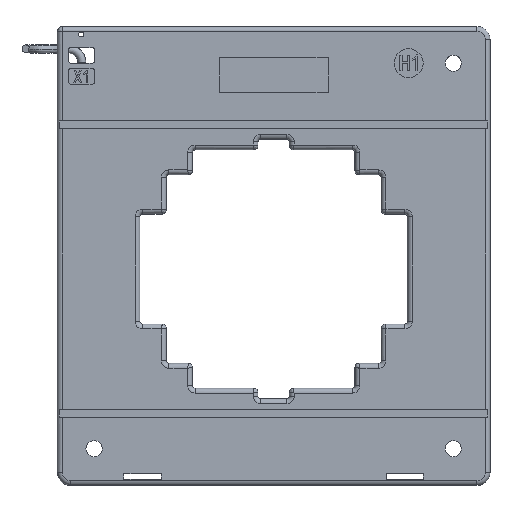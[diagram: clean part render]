
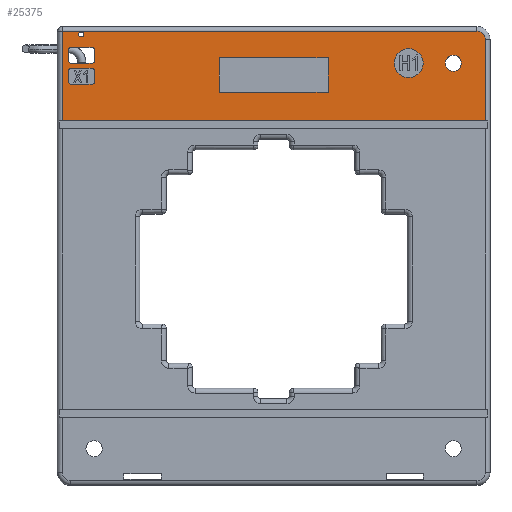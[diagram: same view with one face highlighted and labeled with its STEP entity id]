
A CAD part, top view. The second image highlights one B-rep face of the part: STEP entity #25375.
In plain terms, the highlighted planar face has unit normal (0, 0, 1).
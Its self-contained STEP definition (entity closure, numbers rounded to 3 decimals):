
#265=FACE_BOUND('',#3131,.T.);
#266=FACE_BOUND('',#3132,.T.);
#267=FACE_BOUND('',#3133,.T.);
#268=FACE_BOUND('',#3134,.T.);
#269=FACE_BOUND('',#3135,.T.);
#270=FACE_BOUND('',#3136,.T.);
#602=PLANE('',#27171);
#1665=FACE_OUTER_BOUND('',#3130,.T.);
#3130=EDGE_LOOP('',(#19197,#19198,#19199,#19200,#19201,#19202));
#3131=EDGE_LOOP('',(#19203));
#3132=EDGE_LOOP('',(#19204,#19205,#19206,#19207,#19208,#19209,#19210,#19211));
#3133=EDGE_LOOP('',(#19212,#19213,#19214,#19215,#19216,#19217,#19218,#19219));
#3134=EDGE_LOOP('',(#19220));
#3135=EDGE_LOOP('',(#19221,#19222,#19223,#19224));
#3136=EDGE_LOOP('',(#19225));
#4752=LINE('',#37631,#7534);
#4754=LINE('',#37639,#7536);
#4941=LINE('',#38065,#7723);
#5070=LINE('',#38468,#7852);
#5074=LINE('',#38480,#7856);
#5078=LINE('',#38492,#7860);
#5081=LINE('',#38501,#7863);
#5085=LINE('',#38514,#7867);
#5089=LINE('',#38526,#7871);
#5093=LINE('',#38538,#7875);
#5097=LINE('',#38549,#7879);
#5280=LINE('',#39122,#8062);
#5281=LINE('',#39125,#8063);
#5282=LINE('',#39127,#8064);
#5283=LINE('',#39129,#8065);
#5284=LINE('',#39130,#8066);
#7534=VECTOR('',#29949,1000.);
#7536=VECTOR('',#29955,1000.);
#7723=VECTOR('',#30320,1000.);
#7852=VECTOR('',#30711,1000.);
#7856=VECTOR('',#30723,1000.);
#7860=VECTOR('',#30735,1000.);
#7863=VECTOR('',#30746,1000.);
#7867=VECTOR('',#30758,1000.);
#7871=VECTOR('',#30770,1000.);
#7875=VECTOR('',#30782,1000.);
#7879=VECTOR('',#30794,1000.);
#8062=VECTOR('',#31263,1000.);
#8063=VECTOR('',#31264,1000.);
#8064=VECTOR('',#31265,1000.);
#8065=VECTOR('',#31266,1000.);
#8066=VECTOR('',#31267,1000.);
#9845=CIRCLE('',#26538,3.1);
#9847=CIRCLE('',#26541,5.5);
#9850=CIRCLE('',#26545,1.);
#10074=CIRCLE('',#27000,1.);
#10076=CIRCLE('',#27004,1.);
#10078=CIRCLE('',#27008,1.);
#10080=CIRCLE('',#27012,1.);
#10082=CIRCLE('',#27016,1.);
#10084=CIRCLE('',#27020,1.);
#10086=CIRCLE('',#27024,1.);
#10088=CIRCLE('',#27028,1.);
#10102=CIRCLE('',#27172,0.2);
#10103=CIRCLE('',#27173,3.2);
#10773=VERTEX_POINT('',#36446);
#10775=VERTEX_POINT('',#36452);
#10778=VERTEX_POINT('',#36460);
#11217=VERTEX_POINT('',#37609);
#11227=VERTEX_POINT('',#37629);
#11230=VERTEX_POINT('',#37636);
#11231=VERTEX_POINT('',#37638);
#11520=VERTEX_POINT('',#38457);
#11521=VERTEX_POINT('',#38459);
#11524=VERTEX_POINT('',#38466);
#11526=VERTEX_POINT('',#38472);
#11528=VERTEX_POINT('',#38478);
#11530=VERTEX_POINT('',#38484);
#11532=VERTEX_POINT('',#38490);
#11534=VERTEX_POINT('',#38496);
#11535=VERTEX_POINT('',#38504);
#11536=VERTEX_POINT('',#38505);
#11539=VERTEX_POINT('',#38513);
#11541=VERTEX_POINT('',#38519);
#11543=VERTEX_POINT('',#38525);
#11545=VERTEX_POINT('',#38531);
#11547=VERTEX_POINT('',#38537);
#11549=VERTEX_POINT('',#38543);
#11652=VERTEX_POINT('',#39118);
#11653=VERTEX_POINT('',#39120);
#11654=VERTEX_POINT('',#39123);
#11655=VERTEX_POINT('',#39124);
#11656=VERTEX_POINT('',#39126);
#11657=VERTEX_POINT('',#39128);
#13202=EDGE_CURVE('',#10773,#10773,#9845,.T.);
#13205=EDGE_CURVE('',#10775,#10775,#9847,.T.);
#13209=EDGE_CURVE('',#10778,#10778,#9850,.T.);
#13808=EDGE_CURVE('',#11217,#11227,#4752,.T.);
#13811=EDGE_CURVE('',#11231,#11230,#4754,.T.);
#14029=EDGE_CURVE('',#11217,#11230,#4941,.T.);
#14233=EDGE_CURVE('',#11521,#11520,#10074,.T.);
#14237=EDGE_CURVE('',#11520,#11524,#5070,.T.);
#14240=EDGE_CURVE('',#11524,#11526,#10076,.T.);
#14243=EDGE_CURVE('',#11526,#11528,#5074,.T.);
#14246=EDGE_CURVE('',#11528,#11530,#10078,.T.);
#14249=EDGE_CURVE('',#11530,#11532,#5078,.T.);
#14252=EDGE_CURVE('',#11532,#11534,#10080,.T.);
#14254=EDGE_CURVE('',#11534,#11521,#5081,.T.);
#14256=EDGE_CURVE('',#11535,#11536,#10082,.T.);
#14260=EDGE_CURVE('',#11539,#11535,#5085,.T.);
#14263=EDGE_CURVE('',#11541,#11539,#10084,.T.);
#14266=EDGE_CURVE('',#11543,#11541,#5089,.T.);
#14269=EDGE_CURVE('',#11545,#11543,#10086,.T.);
#14272=EDGE_CURVE('',#11547,#11545,#5093,.T.);
#14275=EDGE_CURVE('',#11549,#11547,#10088,.T.);
#14278=EDGE_CURVE('',#11536,#11549,#5097,.T.);
#14481=EDGE_CURVE('',#11652,#11231,#10102,.T.);
#14482=EDGE_CURVE('',#11227,#11653,#10103,.T.);
#14483=EDGE_CURVE('',#11653,#11652,#5280,.T.);
#14484=EDGE_CURVE('',#11654,#11655,#5281,.T.);
#14485=EDGE_CURVE('',#11656,#11654,#5282,.T.);
#14486=EDGE_CURVE('',#11657,#11656,#5283,.T.);
#14487=EDGE_CURVE('',#11655,#11657,#5284,.T.);
#19197=ORIENTED_EDGE('',*,*,#14481,.T.);
#19198=ORIENTED_EDGE('',*,*,#13811,.T.);
#19199=ORIENTED_EDGE('',*,*,#14029,.F.);
#19200=ORIENTED_EDGE('',*,*,#13808,.T.);
#19201=ORIENTED_EDGE('',*,*,#14482,.T.);
#19202=ORIENTED_EDGE('',*,*,#14483,.T.);
#19203=ORIENTED_EDGE('',*,*,#13205,.F.);
#19204=ORIENTED_EDGE('',*,*,#14256,.F.);
#19205=ORIENTED_EDGE('',*,*,#14260,.F.);
#19206=ORIENTED_EDGE('',*,*,#14263,.F.);
#19207=ORIENTED_EDGE('',*,*,#14266,.F.);
#19208=ORIENTED_EDGE('',*,*,#14269,.F.);
#19209=ORIENTED_EDGE('',*,*,#14272,.F.);
#19210=ORIENTED_EDGE('',*,*,#14275,.F.);
#19211=ORIENTED_EDGE('',*,*,#14278,.F.);
#19212=ORIENTED_EDGE('',*,*,#14254,.T.);
#19213=ORIENTED_EDGE('',*,*,#14233,.T.);
#19214=ORIENTED_EDGE('',*,*,#14237,.T.);
#19215=ORIENTED_EDGE('',*,*,#14240,.T.);
#19216=ORIENTED_EDGE('',*,*,#14243,.T.);
#19217=ORIENTED_EDGE('',*,*,#14246,.T.);
#19218=ORIENTED_EDGE('',*,*,#14249,.T.);
#19219=ORIENTED_EDGE('',*,*,#14252,.T.);
#19220=ORIENTED_EDGE('',*,*,#13209,.T.);
#19221=ORIENTED_EDGE('',*,*,#14484,.F.);
#19222=ORIENTED_EDGE('',*,*,#14485,.F.);
#19223=ORIENTED_EDGE('',*,*,#14486,.F.);
#19224=ORIENTED_EDGE('',*,*,#14487,.F.);
#19225=ORIENTED_EDGE('',*,*,#13202,.F.);
#25375=ADVANCED_FACE('',(#1665,#265,#266,#267,#268,#269,#270),#602,.T.);
#26538=AXIS2_PLACEMENT_3D('',#36448,#28977,#28978);
#26541=AXIS2_PLACEMENT_3D('',#36454,#28984,#28985);
#26545=AXIS2_PLACEMENT_3D('',#36462,#28993,#28994);
#27000=AXIS2_PLACEMENT_3D('',#38460,#30703,#30704);
#27004=AXIS2_PLACEMENT_3D('',#38474,#30716,#30717);
#27008=AXIS2_PLACEMENT_3D('',#38486,#30728,#30729);
#27012=AXIS2_PLACEMENT_3D('',#38498,#30740,#30741);
#27016=AXIS2_PLACEMENT_3D('',#38506,#30750,#30751);
#27020=AXIS2_PLACEMENT_3D('',#38520,#30763,#30764);
#27024=AXIS2_PLACEMENT_3D('',#38532,#30775,#30776);
#27028=AXIS2_PLACEMENT_3D('',#38544,#30787,#30788);
#27171=AXIS2_PLACEMENT_3D('',#39117,#31257,#31258);
#27172=AXIS2_PLACEMENT_3D('',#39119,#31259,#31260);
#27173=AXIS2_PLACEMENT_3D('',#39121,#31261,#31262);
#28977=DIRECTION('center_axis',(0.,0.,1.));
#28978=DIRECTION('ref_axis',(1.,0.,0.));
#28984=DIRECTION('center_axis',(0.,0.,1.));
#28985=DIRECTION('ref_axis',(1.,0.,0.));
#28993=DIRECTION('center_axis',(0.,0.,-1.));
#28994=DIRECTION('ref_axis',(1.,0.,0.));
#29949=DIRECTION('',(0.,1.,0.));
#29955=DIRECTION('',(0.,-1.,0.));
#30320=DIRECTION('',(-1.,0.,0.));
#30703=DIRECTION('center_axis',(0.,0.,-1.));
#30704=DIRECTION('ref_axis',(1.,0.,0.));
#30711=DIRECTION('',(0.,-1.,0.));
#30716=DIRECTION('center_axis',(0.,0.,-1.));
#30717=DIRECTION('ref_axis',(1.,0.,0.));
#30723=DIRECTION('',(-1.,0.,0.));
#30728=DIRECTION('center_axis',(0.,0.,-1.));
#30729=DIRECTION('ref_axis',(1.,0.,0.));
#30735=DIRECTION('',(0.,1.,0.));
#30740=DIRECTION('center_axis',(0.,0.,-1.));
#30741=DIRECTION('ref_axis',(1.,0.,0.));
#30746=DIRECTION('',(1.,0.,0.));
#30750=DIRECTION('center_axis',(0.,0.,1.));
#30751=DIRECTION('ref_axis',(-1.,0.,0.));
#30758=DIRECTION('',(-1.,0.,0.));
#30763=DIRECTION('center_axis',(0.,0.,1.));
#30764=DIRECTION('ref_axis',(1.,0.,0.));
#30770=DIRECTION('',(0.,1.,0.));
#30775=DIRECTION('center_axis',(0.,0.,1.));
#30776=DIRECTION('ref_axis',(1.,0.,0.));
#30782=DIRECTION('',(1.,0.,0.));
#30787=DIRECTION('center_axis',(0.,0.,1.));
#30788=DIRECTION('ref_axis',(1.,0.,0.));
#30794=DIRECTION('',(0.,-1.,0.));
#31257=DIRECTION('center_axis',(0.,0.,1.));
#31258=DIRECTION('ref_axis',(1.,0.,0.));
#31259=DIRECTION('center_axis',(0.,0.,1.));
#31260=DIRECTION('ref_axis',(1.,0.,0.));
#31261=DIRECTION('center_axis',(0.,0.,1.));
#31262=DIRECTION('ref_axis',(1.,0.,0.));
#31263=DIRECTION('',(-1.,0.,0.));
#31264=DIRECTION('',(0.,1.,0.));
#31265=DIRECTION('',(1.,0.,0.));
#31266=DIRECTION('',(0.,-1.,0.));
#31267=DIRECTION('',(-1.,0.,0.));
#36446=CARTESIAN_POINT('',(65.4,78.5,17.5));
#36448=CARTESIAN_POINT('Origin',(68.5,78.5,17.5));
#36452=CARTESIAN_POINT('',(46.,78.5,17.5));
#36454=CARTESIAN_POINT('Origin',(51.5,78.5,17.5));
#36460=CARTESIAN_POINT('',(-74.4,89.5,17.5));
#36462=CARTESIAN_POINT('Origin',(-73.4,89.5,17.5));
#37609=CARTESIAN_POINT('',(80.7,56.5,17.5));
#37629=CARTESIAN_POINT('',(80.7,87.5,17.5));
#37631=CARTESIAN_POINT('',(80.7,0.41,17.5));
#37636=CARTESIAN_POINT('',(-80.7,56.5,17.5));
#37638=CARTESIAN_POINT('',(-80.7,90.5,17.5));
#37639=CARTESIAN_POINT('',(-80.7,0.41,17.5));
#38065=CARTESIAN_POINT('',(77.5,56.5,17.5));
#38457=CARTESIAN_POINT('',(-68.25,83.5,17.5));
#38459=CARTESIAN_POINT('',(-69.25,84.5,17.5));
#38460=CARTESIAN_POINT('Origin',(-69.25,83.5,17.5));
#38466=CARTESIAN_POINT('',(-68.25,79.5,17.5));
#38468=CARTESIAN_POINT('',(-68.25,77.485,17.5));
#38472=CARTESIAN_POINT('',(-69.25,78.5,17.5));
#38474=CARTESIAN_POINT('Origin',(-69.25,79.5,17.5));
#38478=CARTESIAN_POINT('',(-77.25,78.5,17.5));
#38480=CARTESIAN_POINT('',(-73.766,78.5,17.5));
#38484=CARTESIAN_POINT('',(-78.25,79.5,17.5));
#38486=CARTESIAN_POINT('Origin',(-77.25,79.5,17.5));
#38490=CARTESIAN_POINT('',(-78.25,83.5,17.5));
#38492=CARTESIAN_POINT('',(-78.25,77.485,17.5));
#38496=CARTESIAN_POINT('',(-77.25,84.5,17.5));
#38498=CARTESIAN_POINT('Origin',(-77.25,83.5,17.5));
#38501=CARTESIAN_POINT('',(-73.766,84.5,17.5));
#38504=CARTESIAN_POINT('',(-77.25,76.5,17.5));
#38505=CARTESIAN_POINT('',(-78.25,75.5,17.5));
#38506=CARTESIAN_POINT('Origin',(-77.25,75.5,17.5));
#38513=CARTESIAN_POINT('',(-69.25,76.5,17.5));
#38514=CARTESIAN_POINT('',(-77.25,76.5,17.5));
#38519=CARTESIAN_POINT('',(-68.25,75.5,17.5));
#38520=CARTESIAN_POINT('Origin',(-69.25,75.5,17.5));
#38525=CARTESIAN_POINT('',(-68.25,71.5,17.5));
#38526=CARTESIAN_POINT('',(-68.25,75.5,17.5));
#38531=CARTESIAN_POINT('',(-69.25,70.5,17.5));
#38532=CARTESIAN_POINT('Origin',(-69.25,71.5,17.5));
#38537=CARTESIAN_POINT('',(-77.25,70.5,17.5));
#38538=CARTESIAN_POINT('',(-77.25,70.5,17.5));
#38543=CARTESIAN_POINT('',(-78.25,71.5,17.5));
#38544=CARTESIAN_POINT('Origin',(-77.25,71.5,17.5));
#38549=CARTESIAN_POINT('',(-78.25,75.5,17.5));
#39117=CARTESIAN_POINT('Origin',(66.919,0.41,17.5));
#39118=CARTESIAN_POINT('',(-80.5,90.7,17.5));
#39119=CARTESIAN_POINT('Origin',(-80.5,90.5,17.5));
#39120=CARTESIAN_POINT('',(77.5,90.7,17.5));
#39121=CARTESIAN_POINT('Origin',(77.5,87.5,17.5));
#39122=CARTESIAN_POINT('',(66.919,90.7,17.5));
#39123=CARTESIAN_POINT('',(20.75,67.5,17.5));
#39124=CARTESIAN_POINT('',(20.75,80.5,17.5));
#39125=CARTESIAN_POINT('',(20.75,80.5,17.5));
#39126=CARTESIAN_POINT('',(-20.75,67.5,17.5));
#39127=CARTESIAN_POINT('',(-20.75,67.5,17.5));
#39128=CARTESIAN_POINT('',(-20.75,80.5,17.5));
#39129=CARTESIAN_POINT('',(-20.75,80.5,17.5));
#39130=CARTESIAN_POINT('',(-20.75,80.5,17.5));
